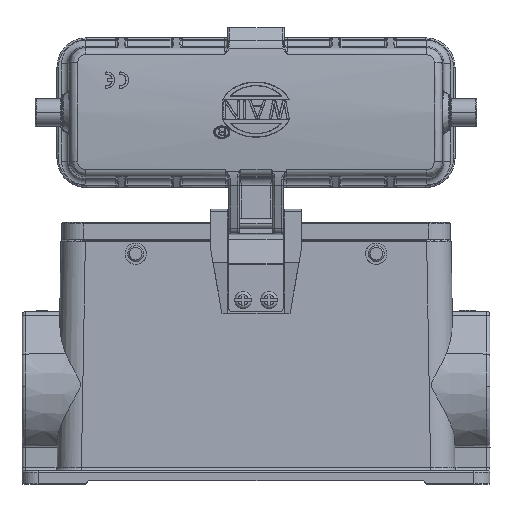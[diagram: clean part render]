
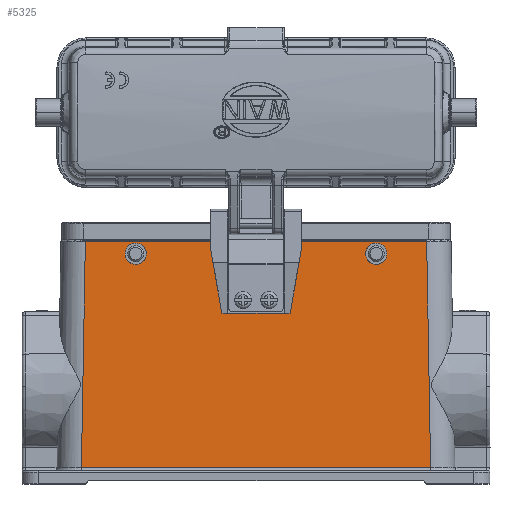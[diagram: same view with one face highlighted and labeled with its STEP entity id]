
A CAD part, top view. The second image highlights one B-rep face of the part: STEP entity #5325.
In plain terms, the highlighted planar face has unit normal (0, 0.018, 1).
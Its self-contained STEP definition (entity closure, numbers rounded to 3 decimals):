
#585=(
BOUNDED_CURVE()
B_SPLINE_CURVE(3,(#34338,#34339,#34340,#34341),.UNSPECIFIED.,.F.,.F.)
B_SPLINE_CURVE_WITH_KNOTS((4,4),(0.,1.),.UNSPECIFIED.)
CURVE()
GEOMETRIC_REPRESENTATION_ITEM()
RATIONAL_B_SPLINE_CURVE((1.,0.333,0.333,1.))
REPRESENTATION_ITEM('')
);
#586=(
BOUNDED_CURVE()
B_SPLINE_CURVE(3,(#34362,#34363,#34364,#34365),.UNSPECIFIED.,.F.,.F.)
B_SPLINE_CURVE_WITH_KNOTS((4,4),(0.,1.),.UNSPECIFIED.)
CURVE()
GEOMETRIC_REPRESENTATION_ITEM()
RATIONAL_B_SPLINE_CURVE((1.,0.333,0.333,1.))
REPRESENTATION_ITEM('')
);
#590=(
BOUNDED_CURVE()
B_SPLINE_CURVE(3,(#35424,#35425,#35426,#35427),.UNSPECIFIED.,.F.,.F.)
B_SPLINE_CURVE_WITH_KNOTS((4,4),(0.,1.),.UNSPECIFIED.)
CURVE()
GEOMETRIC_REPRESENTATION_ITEM()
RATIONAL_B_SPLINE_CURVE((1.,0.333,0.333,1.))
REPRESENTATION_ITEM('')
);
#591=(
BOUNDED_CURVE()
B_SPLINE_CURVE(3,(#35428,#35429,#35430,#35431),.UNSPECIFIED.,.F.,.F.)
B_SPLINE_CURVE_WITH_KNOTS((4,4),(0.,1.),.UNSPECIFIED.)
CURVE()
GEOMETRIC_REPRESENTATION_ITEM()
RATIONAL_B_SPLINE_CURVE((1.,0.333,0.333,1.))
REPRESENTATION_ITEM('')
);
#1646=FACE_BOUND('',#8651,.T.);
#1647=FACE_BOUND('',#8652,.T.);
#1648=FACE_BOUND('',#8653,.T.);
#2566=LINE('',#34356,#3939);
#2619=LINE('',#35419,#3992);
#2620=LINE('',#35421,#3993);
#2621=LINE('',#35423,#3994);
#3939=VECTOR('',#27596,1.);
#3992=VECTOR('',#27785,1.);
#3993=VECTOR('',#27786,1.);
#3994=VECTOR('',#27787,1.);
#5325=ADVANCED_FACE('NONE',(#1646,#1647,#1648),#6657,.T.);
#6657=PLANE('',#24927);
#8651=EDGE_LOOP('',(#10940,#10941,#10942,#10943));
#8652=EDGE_LOOP('',(#10944,#10945));
#8653=EDGE_LOOP('',(#10946,#10947));
#10940=ORIENTED_EDGE('',*,*,#20156,.F.);
#10941=ORIENTED_EDGE('',*,*,#20157,.F.);
#10942=ORIENTED_EDGE('',*,*,#20158,.F.);
#10943=ORIENTED_EDGE('',*,*,#20031,.T.);
#10944=ORIENTED_EDGE('',*,*,#20159,.T.);
#10945=ORIENTED_EDGE('',*,*,#20027,.T.);
#10946=ORIENTED_EDGE('',*,*,#20160,.T.);
#10947=ORIENTED_EDGE('',*,*,#20034,.T.);
#17598=VERTEX_POINT('',#34335);
#17599=VERTEX_POINT('',#34337);
#17600=VERTEX_POINT('',#34347);
#17603=VERTEX_POINT('',#34355);
#17604=VERTEX_POINT('',#34359);
#17605=VERTEX_POINT('',#34361);
#17684=VERTEX_POINT('',#35420);
#17685=VERTEX_POINT('',#35422);
#20027=EDGE_CURVE('',#17598,#17599,#585,.T.);
#20031=EDGE_CURVE('',#17600,#17603,#2566,.T.);
#20034=EDGE_CURVE('',#17604,#17605,#586,.T.);
#20156=EDGE_CURVE('',#17684,#17603,#2619,.T.);
#20157=EDGE_CURVE('',#17685,#17684,#2620,.T.);
#20158=EDGE_CURVE('',#17600,#17685,#2621,.T.);
#20159=EDGE_CURVE('',#17599,#17598,#590,.T.);
#20160=EDGE_CURVE('',#17605,#17604,#591,.T.);
#24927=AXIS2_PLACEMENT_3D('',#35432,#27788,#27789);
#27596=DIRECTION('',(1.,0.,0.));
#27785=DIRECTION('',(0.017,-1.,0.017));
#27786=DIRECTION('',(1.,0.,0.));
#27787=DIRECTION('',(0.017,1.,-0.017));
#27788=DIRECTION('',(0.,0.017,1.));
#27789=DIRECTION('',(0.,-1.,0.017));
#34335=CARTESIAN_POINT('',(-33.75,46.805,21.573));
#34337=CARTESIAN_POINT('',(-40.25,46.805,21.573));
#34338=CARTESIAN_POINT('',(-33.75,46.805,21.573));
#34339=CARTESIAN_POINT('',(-33.75,40.305,21.687));
#34340=CARTESIAN_POINT('',(-40.25,40.305,21.687));
#34341=CARTESIAN_POINT('',(-40.25,46.805,21.573));
#34347=CARTESIAN_POINT('',(-53.723,-19.013,22.722));
#34355=CARTESIAN_POINT('',(53.723,-19.013,22.722));
#34356=CARTESIAN_POINT('',(-63.061,-19.013,22.722));
#34359=CARTESIAN_POINT('',(40.25,46.805,21.573));
#34361=CARTESIAN_POINT('',(33.75,46.805,21.573));
#34362=CARTESIAN_POINT('',(40.25,46.805,21.573));
#34363=CARTESIAN_POINT('',(40.25,40.305,21.687));
#34364=CARTESIAN_POINT('',(33.75,40.305,21.687));
#34365=CARTESIAN_POINT('',(33.75,46.805,21.573));
#35419=CARTESIAN_POINT('',(52.496,51.275,21.495));
#35420=CARTESIAN_POINT('',(52.51,50.513,21.509));
#35421=CARTESIAN_POINT('',(-53.991,50.513,21.509));
#35422=CARTESIAN_POINT('',(-52.51,50.513,21.509));
#35423=CARTESIAN_POINT('',(-52.496,51.275,21.495));
#35424=CARTESIAN_POINT('',(-40.25,46.805,21.573));
#35425=CARTESIAN_POINT('',(-40.25,53.305,21.46));
#35426=CARTESIAN_POINT('',(-33.75,53.305,21.46));
#35427=CARTESIAN_POINT('',(-33.75,46.805,21.573));
#35428=CARTESIAN_POINT('',(33.75,46.805,21.573));
#35429=CARTESIAN_POINT('',(33.75,53.305,21.46));
#35430=CARTESIAN_POINT('',(40.25,53.305,21.46));
#35431=CARTESIAN_POINT('',(40.25,46.805,21.573));
#35432=CARTESIAN_POINT('',(-63.061,51.005,21.5));
